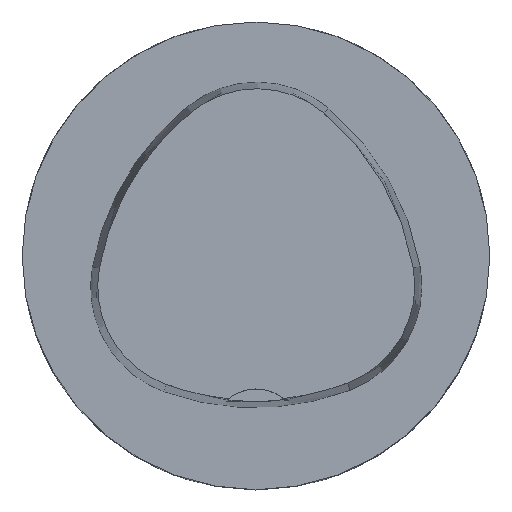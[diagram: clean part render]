
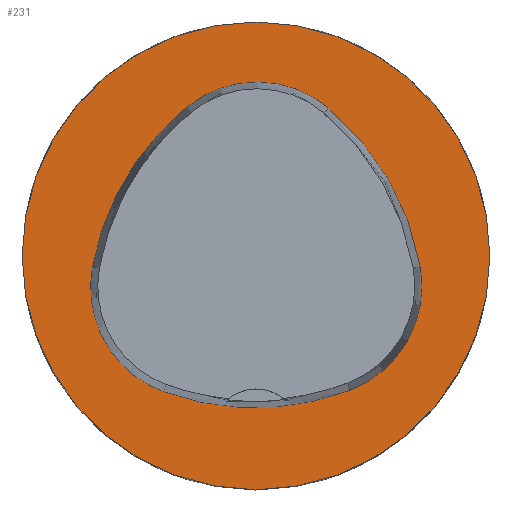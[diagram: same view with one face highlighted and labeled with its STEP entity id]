
A CAD part, top view. The second image highlights one B-rep face of the part: STEP entity #231.
In plain terms, the highlighted planar face has unit normal (0, 0, 1).
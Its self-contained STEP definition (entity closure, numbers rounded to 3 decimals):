
#161=PLANE('',#966);
#231=ADVANCED_FACE('',(#321,#322),#161,.T.);
#276=CIRCLE('',#937,31.5);
#278=CIRCLE('',#944,36.);
#280=CIRCLE('',#947,15.);
#282=CIRCLE('',#950,36.);
#284=CIRCLE('',#953,15.);
#288=CIRCLE('',#958,36.);
#290=CIRCLE('',#961,15.);
#321=FACE_BOUND('',#383,.T.);
#322=FACE_BOUND('',#384,.T.);
#383=EDGE_LOOP('',(#504,#505,#506,#507,#508,#509));
#384=EDGE_LOOP('',(#510));
#504=ORIENTED_EDGE('',*,*,#690,.T.);
#505=ORIENTED_EDGE('',*,*,#670,.T.);
#506=ORIENTED_EDGE('',*,*,#674,.T.);
#507=ORIENTED_EDGE('',*,*,#677,.T.);
#508=ORIENTED_EDGE('',*,*,#680,.T.);
#509=ORIENTED_EDGE('',*,*,#688,.T.);
#510=ORIENTED_EDGE('',*,*,#660,.F.);
#600=VERTEX_POINT('',#1332);
#610=VERTEX_POINT('',#1353);
#611=VERTEX_POINT('',#1354);
#614=VERTEX_POINT('',#1362);
#616=VERTEX_POINT('',#1368);
#618=VERTEX_POINT('',#1374);
#625=VERTEX_POINT('',#1395);
#660=EDGE_CURVE('',#600,#600,#276,.T.);
#670=EDGE_CURVE('',#610,#611,#278,.T.);
#674=EDGE_CURVE('',#611,#614,#280,.T.);
#677=EDGE_CURVE('',#614,#616,#282,.T.);
#680=EDGE_CURVE('',#616,#618,#284,.T.);
#688=EDGE_CURVE('',#618,#625,#288,.T.);
#690=EDGE_CURVE('',#625,#610,#290,.T.);
#937=AXIS2_PLACEMENT_3D('',#1331,#1074,#1075);
#944=AXIS2_PLACEMENT_3D('',#1352,#1092,#1093);
#947=AXIS2_PLACEMENT_3D('',#1361,#1100,#1101);
#950=AXIS2_PLACEMENT_3D('',#1367,#1107,#1108);
#953=AXIS2_PLACEMENT_3D('',#1373,#1114,#1115);
#958=AXIS2_PLACEMENT_3D('',#1396,#1126,#1127);
#961=AXIS2_PLACEMENT_3D('',#1399,#1132,#1133);
#966=AXIS2_PLACEMENT_3D('',#1404,#1142,#1143);
#1074=DIRECTION('',(0.,0.,-1.));
#1075=DIRECTION('',(-1.,0.,0.));
#1092=DIRECTION('',(0.,0.,-1.));
#1093=DIRECTION('',(-1.,0.,0.));
#1100=DIRECTION('',(0.,0.,-1.));
#1101=DIRECTION('',(-1.,0.,0.));
#1107=DIRECTION('',(0.,0.,-1.));
#1108=DIRECTION('',(-1.,0.,0.));
#1114=DIRECTION('',(0.,0.,-1.));
#1115=DIRECTION('',(-1.,0.,0.));
#1126=DIRECTION('',(0.,0.,-1.));
#1127=DIRECTION('',(-1.,0.,0.));
#1132=DIRECTION('',(0.,0.,-1.));
#1133=DIRECTION('',(-1.,0.,0.));
#1142=DIRECTION('',(0.,0.,1.));
#1143=DIRECTION('',(1.,0.,0.));
#1331=CARTESIAN_POINT('',(0.,0.,0.));
#1332=CARTESIAN_POINT('',(-31.5,0.,0.));
#1352=CARTESIAN_POINT('',(13.398,-7.893,0.));
#1353=CARTESIAN_POINT('',(-22.041,-1.562,0.));
#1354=CARTESIAN_POINT('',(-9.317,20.036,0.));
#1361=CARTESIAN_POINT('',(0.148,8.399,0.));
#1362=CARTESIAN_POINT('',(9.779,19.898,0.));
#1367=CARTESIAN_POINT('',(-13.337,-7.7,0.));
#1368=CARTESIAN_POINT('',(22.122,-1.48,0.));
#1373=CARTESIAN_POINT('',(7.347,-4.071,0.));
#1374=CARTESIAN_POINT('',(12.693,-18.087,0.));
#1395=CARTESIAN_POINT('',(-12.373,-18.307,0.));
#1396=CARTESIAN_POINT('',(-0.137,15.55,0.));
#1399=CARTESIAN_POINT('',(-7.275,-4.2,0.));
#1404=CARTESIAN_POINT('',(0.,0.,0.));
